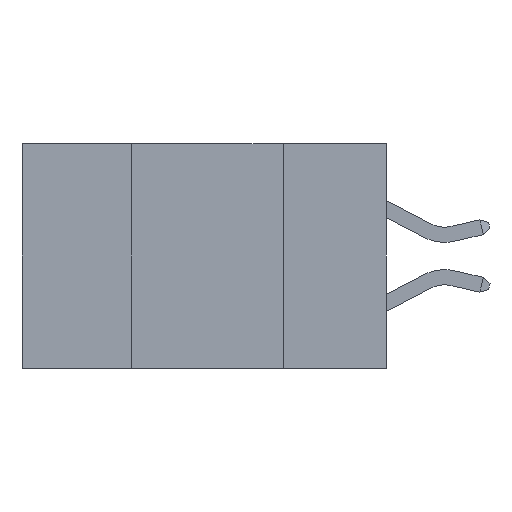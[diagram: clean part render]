
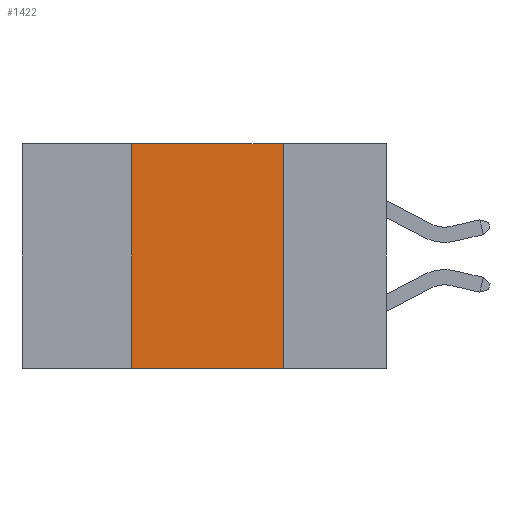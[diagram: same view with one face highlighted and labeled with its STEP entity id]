
A CAD part, left-side view. The second image highlights one B-rep face of the part: STEP entity #1422.
In plain terms, the highlighted planar face has unit normal (-1, 0, 0).
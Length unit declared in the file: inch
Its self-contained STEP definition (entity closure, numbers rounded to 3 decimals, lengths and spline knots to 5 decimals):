
#705 = CARTESIAN_POINT ( 'NONE',  ( 0., 0.17, 0. ) ) ;
#1091 = FACE_OUTER_BOUND ( 'NONE', #3856, .T. ) ;
#1418 = CARTESIAN_POINT ( 'NONE',  ( 0., 0.6, -0.37 ) ) ;
#1422 = ADVANCED_FACE ( 'NONE', ( #1091 ), #4987, .F. ) ;
#1771 = VECTOR ( 'NONE', #6061, 39.37008 ) ;
#2035 = VERTEX_POINT ( 'NONE', #8015 ) ;
#2071 = LINE ( 'NONE', #3824, #5666 ) ;
#2118 = ORIENTED_EDGE ( 'NONE', *, *, #5851, .F. ) ;
#2418 = CARTESIAN_POINT ( 'NONE',  ( 0., 0.42, -0.37 ) ) ;
#2761 = CARTESIAN_POINT ( 'NONE',  ( 0., 0.42, -0.37 ) ) ;
#3367 = VERTEX_POINT ( 'NONE', #2418 ) ;
#3575 = ORIENTED_EDGE ( 'NONE', *, *, #5853, .F. ) ;
#3742 = DIRECTION ( 'NONE',  ( 0., -1., 0. ) ) ;
#3745 = VECTOR ( 'NONE', #7863, 39.37008 ) ;
#3753 = LINE ( 'NONE', #5867, #1771 ) ;
#3824 = CARTESIAN_POINT ( 'NONE',  ( 0., 0.6, 0. ) ) ;
#3856 = EDGE_LOOP ( 'NONE', ( #3575, #2118, #8309, #7869 ) ) ;
#3913 = VERTEX_POINT ( 'NONE', #8595 ) ;
#4876 = VECTOR ( 'NONE', #3742, 39.37008 ) ;
#4973 = EDGE_CURVE ( 'NONE', #3367, #3913, #6567, .T. ) ;
#4987 = PLANE ( 'NONE',  #8388 ) ;
#5022 = DIRECTION ( 'NONE',  ( 1., 0., 0. ) ) ;
#5060 = LINE ( 'NONE', #2761, #3745 ) ;
#5666 = VECTOR ( 'NONE', #8141, 39.37008 ) ;
#5851 = EDGE_CURVE ( 'NONE', #2035, #6924, #2071, .T. ) ;
#5853 = EDGE_CURVE ( 'NONE', #6924, #3913, #3753, .T. ) ;
#5867 = CARTESIAN_POINT ( 'NONE',  ( 0., 0.17, -0.37 ) ) ;
#6061 = DIRECTION ( 'NONE',  ( 0., 0., -1. ) ) ;
#6366 = CARTESIAN_POINT ( 'NONE',  ( 0., 0.6, 0. ) ) ;
#6387 = DIRECTION ( 'NONE',  ( 0., 0., -1. ) ) ;
#6567 = LINE ( 'NONE', #1418, #4876 ) ;
#6924 = VERTEX_POINT ( 'NONE', #705 ) ;
#7863 = DIRECTION ( 'NONE',  ( 0., 0., 1. ) ) ;
#7869 = ORIENTED_EDGE ( 'NONE', *, *, #4973, .T. ) ;
#8015 = CARTESIAN_POINT ( 'NONE',  ( 0., 0.42, 0. ) ) ;
#8073 = EDGE_CURVE ( 'NONE', #3367, #2035, #5060, .T. ) ;
#8141 = DIRECTION ( 'NONE',  ( 0., -1., 0. ) ) ;
#8309 = ORIENTED_EDGE ( 'NONE', *, *, #8073, .F. ) ;
#8388 = AXIS2_PLACEMENT_3D ( 'NONE', #6366, #5022, #6387 ) ;
#8595 = CARTESIAN_POINT ( 'NONE',  ( 0., 0.17, -0.37 ) ) ;
